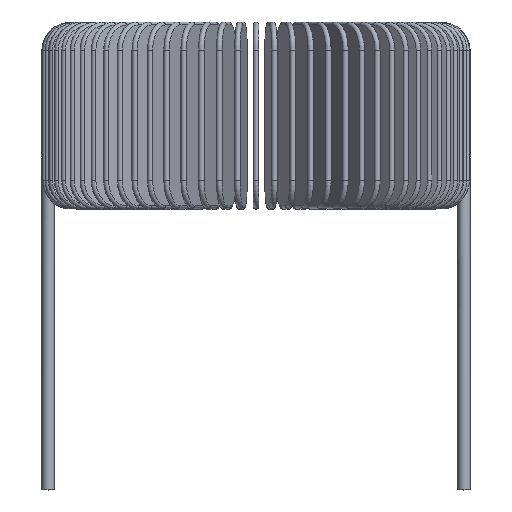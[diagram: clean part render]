
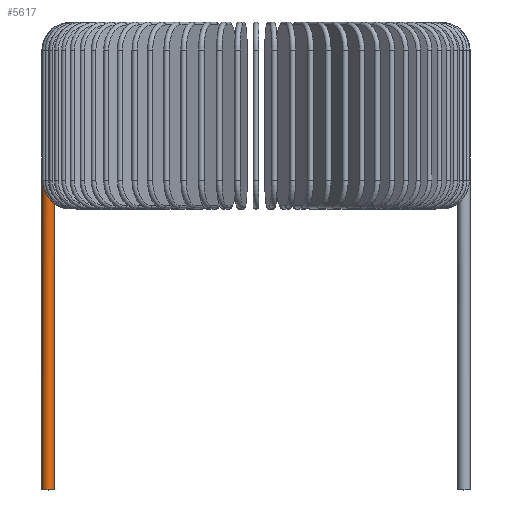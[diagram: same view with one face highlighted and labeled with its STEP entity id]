
A CAD part, top view. The second image highlights one B-rep face of the part: STEP entity #5617.
In plain terms, the highlighted cylindrical face has radius 0.279 mm (diameter 0.559 mm), a partial arc.
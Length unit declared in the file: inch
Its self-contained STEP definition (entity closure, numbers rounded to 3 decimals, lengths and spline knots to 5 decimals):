
#5365=DIRECTION('',(0.,-1.,0.));
#5366=VECTOR('',#5365,0.562);
#5367=CARTESIAN_POINT('',(-0.381,0.062,0.));
#5368=LINE('',#5367,#5366);
#5409=DIRECTION('',(0.,1.,0.));
#5410=VECTOR('',#5409,0.04624);
#5411=CARTESIAN_POINT('',(-0.3602,0.01576,0.005));
#5412=LINE('',#5411,#5410);
#5413=CARTESIAN_POINT('',(-0.37,0.062,0.));
#5414=DIRECTION('',(0.,1.,0.));
#5415=DIRECTION('',(-1.,0.,0.));
#5416=AXIS2_PLACEMENT_3D('',#5413,#5414,#5415);
#5482=DIRECTION('',(0.,-1.,0.));
#5483=VECTOR('',#5482,0.50858);
#5484=CARTESIAN_POINT('',(-0.359,0.00858,0.));
#5485=LINE('',#5484,#5483);
#5491=CARTESIAN_POINT('',(-0.37,-0.5,0.));
#5492=DIRECTION('',(0.,1.,0.));
#5493=DIRECTION('',(-1.,0.,0.));
#5494=AXIS2_PLACEMENT_3D('',#5491,#5492,#5493);
#5508=CARTESIAN_POINT('',(-0.359,0.00858,0.));
#5509=CARTESIAN_POINT('',(-0.359,0.00858,0.00032));
#5510=CARTESIAN_POINT('',(-0.35903,0.00867,
0.00096));
#5511=CARTESIAN_POINT('',(-0.35914,0.00906,
0.00184));
#5512=CARTESIAN_POINT('',(-0.35932,0.00968,
0.00266));
#5513=CARTESIAN_POINT('',(-0.35953,0.01054,
0.00342));
#5514=CARTESIAN_POINT('',(-0.35978,0.01163,
0.00407));
#5515=CARTESIAN_POINT('',(-0.36,0.01293,
0.00459));
#5516=CARTESIAN_POINT('',(-0.36016,0.01436,
0.00493));
#5517=CARTESIAN_POINT('',(-0.3602,0.01529,0.005));
#5518=CARTESIAN_POINT('',(-0.3602,0.01576,0.005));
#5578=CARTESIAN_POINT('',(-0.359,-0.5,0.));
#5579=CARTESIAN_POINT('',(-0.381,-0.5,0.));
#5580=VERTEX_POINT('',#5578);
#5581=VERTEX_POINT('',#5579);
#5582=CARTESIAN_POINT('',(-0.381,0.062,0.));
#5583=VERTEX_POINT('',#5582);
#5585=CARTESIAN_POINT('',(-0.3602,0.062,0.005));
#5587=VERTEX_POINT('',#5585);
#5588=CARTESIAN_POINT('',(-0.3602,0.01576,0.005));
#5589=VERTEX_POINT('',#5588);
#5596=CARTESIAN_POINT('',(-0.359,0.00858,0.));
#5597=VERTEX_POINT('',#5596);
#5598=CARTESIAN_POINT('',(-0.37,0.062,0.));
#5599=DIRECTION('',(0.,1.,0.));
#5600=DIRECTION('',(1.,0.,0.));
#5601=AXIS2_PLACEMENT_3D('',#5598,#5599,#5600);
#5602=CYLINDRICAL_SURFACE('',#5601,0.011);
#5604=ORIENTED_EDGE('',*,*,#5603,.F.);
#5606=ORIENTED_EDGE('',*,*,#5605,.F.);
#5608=ORIENTED_EDGE('',*,*,#5607,.T.);
#5610=ORIENTED_EDGE('',*,*,#5609,.F.);
#5612=ORIENTED_EDGE('',*,*,#5611,.F.);
#5614=ORIENTED_EDGE('',*,*,#5613,.T.);
#5615=EDGE_LOOP('',(#5604,#5606,#5608,#5610,#5612,#5614));
#5616=FACE_OUTER_BOUND('',#5615,.F.);
#5417=CIRCLE('',#5416,0.011);
#5495=CIRCLE('',#5494,0.011);
#5519=B_SPLINE_CURVE_WITH_KNOTS('',3,(#5508,#5509,#5510,#5511,#5512,#5513,#5514,
#5515,#5516,#5517,#5518),.UNSPECIFIED.,.F.,.F.,(4,1,1,1,1,1,1,1,4),(0.,
0.125,0.25,0.375,0.5,0.625,0.75,0.875,1.),.UNSPECIFIED.);
#5603=EDGE_CURVE('',#5589,#5587,#5412,.T.);
#5605=EDGE_CURVE('',#5597,#5589,#5519,.T.);
#5607=EDGE_CURVE('',#5597,#5580,#5485,.T.);
#5609=EDGE_CURVE('',#5581,#5580,#5495,.T.);
#5611=EDGE_CURVE('',#5583,#5581,#5368,.T.);
#5613=EDGE_CURVE('',#5583,#5587,#5417,.T.);
#5617=ADVANCED_FACE('',(#5616),#5602,.T.);
